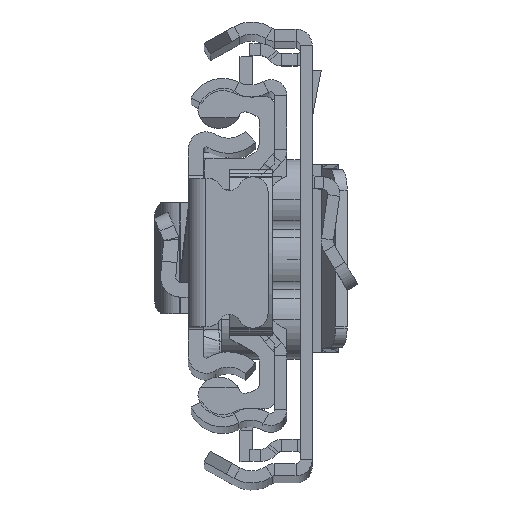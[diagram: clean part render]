
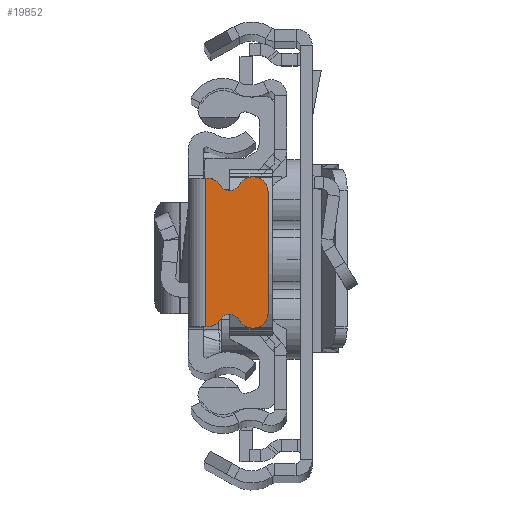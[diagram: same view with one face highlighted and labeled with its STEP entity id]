
A CAD part, top view. The second image highlights one B-rep face of the part: STEP entity #19852.
In plain terms, the highlighted planar face has unit normal (0, 0, 1).
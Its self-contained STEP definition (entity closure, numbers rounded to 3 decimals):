
#1024 = CARTESIAN_POINT ( 'NONE',  ( -5.109, -6.713, 0. ) ) ;
#1189 = VERTEX_POINT ( 'NONE', #25993 ) ;
#1196 = EDGE_CURVE ( 'NONE', #7850, #24493, #21703, .T. ) ;
#1778 = CARTESIAN_POINT ( 'NONE',  ( -6.429, -6., 0. ) ) ;
#2045 = AXIS2_PLACEMENT_3D ( 'NONE', #23483, #17157, #11090 ) ;
#2376 = LINE ( 'NONE', #18914, #13674 ) ;
#2885 = EDGE_CURVE ( 'NONE', #16791, #1189, #7606, .T. ) ;
#2971 = CARTESIAN_POINT ( 'NONE',  ( -3.206, 6.658, 0. ) ) ;
#3307 = PLANE ( 'NONE',  #3885 ) ;
#3637 = CARTESIAN_POINT ( 'NONE',  ( -4.142, -7.236, 0. ) ) ;
#3764 = ORIENTED_EDGE ( 'NONE', *, *, #23964, .T. ) ;
#3835 = DIRECTION ( 'NONE',  ( 0., -1., 0. ) ) ;
#3885 = AXIS2_PLACEMENT_3D ( 'NONE', #19718, #21200, #6819 ) ;
#3919 = EDGE_LOOP ( 'NONE', ( #17616, #20341, #19960, #7367, #4156, #5232, #16688, #20933, #3764, #21527 ) ) ;
#4156 = ORIENTED_EDGE ( 'NONE', *, *, #2885, .T. ) ;
#4239 = CARTESIAN_POINT ( 'NONE',  ( -7.929, -6., 0. ) ) ;
#4302 = VECTOR ( 'NONE', #3835, 1000. ) ;
#4397 = DIRECTION ( 'NONE',  ( 1., 0., 0. ) ) ;
#4519 = AXIS2_PLACEMENT_3D ( 'NONE', #3637, #24101, #24226 ) ;
#4622 = VECTOR ( 'NONE', #26211, 1000. ) ;
#4752 = DIRECTION ( 'NONE',  ( 0., 0., 1. ) ) ;
#5109 = CARTESIAN_POINT ( 'NONE',  ( -5.109, 6.713, 0. ) ) ;
#5232 = ORIENTED_EDGE ( 'NONE', *, *, #7235, .T. ) ;
#5358 = LINE ( 'NONE', #17327, #24815 ) ;
#6819 = DIRECTION ( 'NONE',  ( 1., 0., 0. ) ) ;
#7235 = EDGE_CURVE ( 'NONE', #1189, #10348, #8676, .T. ) ;
#7367 = ORIENTED_EDGE ( 'NONE', *, *, #25236, .T. ) ;
#7606 = CIRCLE ( 'NONE', #2045, 1.5 ) ;
#7850 = VERTEX_POINT ( 'NONE', #1024 ) ;
#8676 = LINE ( 'NONE', #17410, #4622 ) ;
#9162 = CIRCLE ( 'NONE', #10442, 1.5 ) ;
#9427 = CARTESIAN_POINT ( 'NONE',  ( -1.929, -5.87, 0. ) ) ;
#9826 = DIRECTION ( 'NONE',  ( 0., 0., 1. ) ) ;
#9912 = CIRCLE ( 'NONE', #23658, 1.5 ) ;
#10216 = CARTESIAN_POINT ( 'NONE',  ( -1.75, 7.37, 0. ) ) ;
#10348 = VERTEX_POINT ( 'NONE', #4239 ) ;
#10442 = AXIS2_PLACEMENT_3D ( 'NONE', #9427, #11301, #13731 ) ;
#10592 = CIRCLE ( 'NONE', #14908, 1.5 ) ;
#11090 = DIRECTION ( 'NONE',  ( -1., 0., 0. ) ) ;
#11121 = CARTESIAN_POINT ( 'NONE',  ( -1.929, -7.37, 0. ) ) ;
#11301 = DIRECTION ( 'NONE',  ( 0., 0., 1. ) ) ;
#12368 = AXIS2_PLACEMENT_3D ( 'NONE', #22883, #12639, #20854 ) ;
#12639 = DIRECTION ( 'NONE',  ( 0., 0., -1. ) ) ;
#12739 = VERTEX_POINT ( 'NONE', #11121 ) ;
#13400 = DIRECTION ( 'NONE',  ( 1., 0., 0. ) ) ;
#13674 = VECTOR ( 'NONE', #21181, 1000. ) ;
#13731 = DIRECTION ( 'NONE',  ( 1., 0., 0. ) ) ;
#14032 = VERTEX_POINT ( 'NONE', #2971 ) ;
#14167 = EDGE_CURVE ( 'NONE', #10348, #7850, #10592, .T. ) ;
#14908 = AXIS2_PLACEMENT_3D ( 'NONE', #1778, #9826, #4397 ) ;
#15678 = EDGE_CURVE ( 'NONE', #20793, #20860, #5358, .T. ) ;
#16688 = ORIENTED_EDGE ( 'NONE', *, *, #14167, .T. ) ;
#16791 = VERTEX_POINT ( 'NONE', #5109 ) ;
#17157 = DIRECTION ( 'NONE',  ( 0., 0., 1. ) ) ;
#17327 = CARTESIAN_POINT ( 'NONE',  ( -1.929, 7.37, 0. ) ) ;
#17410 = CARTESIAN_POINT ( 'NONE',  ( -7.929, -6., 0. ) ) ;
#17601 = EDGE_CURVE ( 'NONE', #26380, #12739, #2376, .T. ) ;
#17616 = ORIENTED_EDGE ( 'NONE', *, *, #17900, .F. ) ;
#17900 = EDGE_CURVE ( 'NONE', #20860, #26380, #26200, .T. ) ;
#18254 = CARTESIAN_POINT ( 'NONE',  ( -1.75, -7.37, 0. ) ) ;
#18914 = CARTESIAN_POINT ( 'NONE',  ( -1.929, -7.37, 0. ) ) ;
#19670 = CIRCLE ( 'NONE', #12368, 1.1 ) ;
#19718 = CARTESIAN_POINT ( 'NONE',  ( 394.071, 0., 0. ) ) ;
#19852 = ADVANCED_FACE ( 'NONE', ( #21607 ), #3307, .T. ) ;
#19960 = ORIENTED_EDGE ( 'NONE', *, *, #21690, .T. ) ;
#20341 = ORIENTED_EDGE ( 'NONE', *, *, #15678, .F. ) ;
#20793 = VERTEX_POINT ( 'NONE', #22480 ) ;
#20854 = DIRECTION ( 'NONE',  ( 1., 0., 0. ) ) ;
#20860 = VERTEX_POINT ( 'NONE', #10216 ) ;
#20933 = ORIENTED_EDGE ( 'NONE', *, *, #1196, .T. ) ;
#21181 = DIRECTION ( 'NONE',  ( -1., 0., 0. ) ) ;
#21200 = DIRECTION ( 'NONE',  ( 0., 0., 1. ) ) ;
#21527 = ORIENTED_EDGE ( 'NONE', *, *, #17601, .F. ) ;
#21553 = CARTESIAN_POINT ( 'NONE',  ( -1.929, 5.87, 0. ) ) ;
#21607 = FACE_OUTER_BOUND ( 'NONE', #3919, .T. ) ;
#21690 = EDGE_CURVE ( 'NONE', #20793, #14032, #9912, .T. ) ;
#21703 = CIRCLE ( 'NONE', #4519, 1.1 ) ;
#22062 = CARTESIAN_POINT ( 'NONE',  ( -3.206, -6.658, 0. ) ) ;
#22480 = CARTESIAN_POINT ( 'NONE',  ( -1.929, 7.37, 0. ) ) ;
#22883 = CARTESIAN_POINT ( 'NONE',  ( -4.142, 7.236, 0. ) ) ;
#23483 = CARTESIAN_POINT ( 'NONE',  ( -6.429, 6., 0. ) ) ;
#23568 = DIRECTION ( 'NONE',  ( -1., 0., 0. ) ) ;
#23658 = AXIS2_PLACEMENT_3D ( 'NONE', #21553, #4752, #23568 ) ;
#23964 = EDGE_CURVE ( 'NONE', #24493, #12739, #9162, .T. ) ;
#24101 = DIRECTION ( 'NONE',  ( 0., 0., -1. ) ) ;
#24226 = DIRECTION ( 'NONE',  ( -1., 0., 0. ) ) ;
#24493 = VERTEX_POINT ( 'NONE', #22062 ) ;
#24564 = CARTESIAN_POINT ( 'NONE',  ( -1.75, 0., 0. ) ) ;
#24815 = VECTOR ( 'NONE', #13400, 1000. ) ;
#25236 = EDGE_CURVE ( 'NONE', #14032, #16791, #19670, .T. ) ;
#25993 = CARTESIAN_POINT ( 'NONE',  ( -7.929, 6., 0. ) ) ;
#26200 = LINE ( 'NONE', #24564, #4302 ) ;
#26211 = DIRECTION ( 'NONE',  ( 0., -1., 0. ) ) ;
#26380 = VERTEX_POINT ( 'NONE', #18254 ) ;
